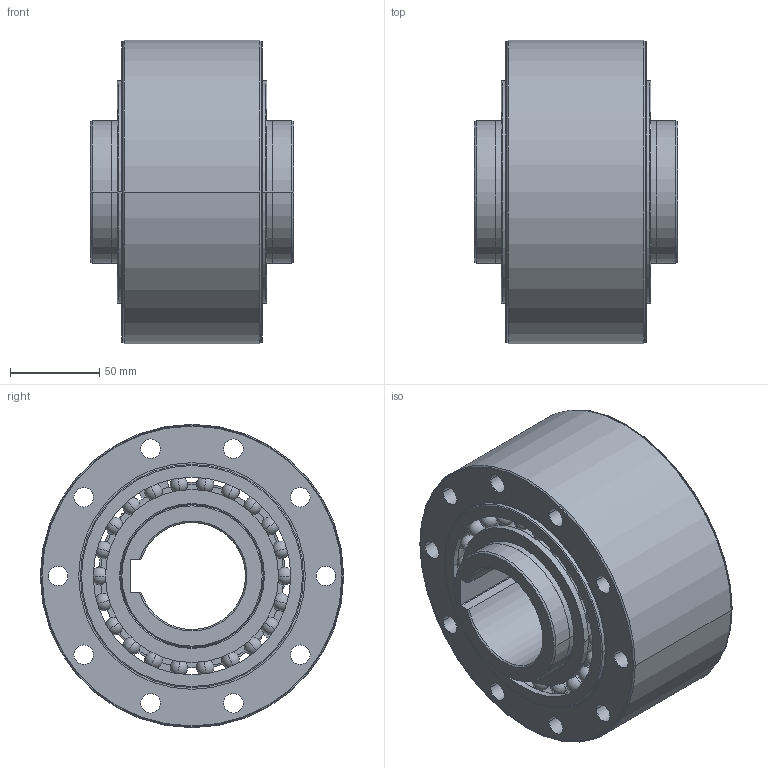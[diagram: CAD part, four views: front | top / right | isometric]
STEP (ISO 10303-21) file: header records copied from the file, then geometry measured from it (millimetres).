
FILE_DESCRIPTION((''),'2;1');
FILE_NAME('FREILAUF_AL_60_ASM','2025-05-07T11:32:46',('Administrator'),(''),'CREO PARAMETRIC BY PTC INC, 2020414','CREO PARAMETRIC BY PTC INC, 2020414','');
FILE_SCHEMA(('AUTOMOTIVE_DESIGN { 1 0 10303 214 1 1 1 1 }'));
Length unit declared in the file: millimetre
Products named in the file (14): STERN_AL_60_2A_NICO_1; DRUCKBOLZEN_AE30_1; DRUCKFEDER_AE30_5A_1; ANFED_KPL_AE30_6_AE30_5A_ASM_1_ASM; ROLLE_GFR_60_NICO_1; SCHEIBE_AL60_1; DIN625_A16016_AF0_1; DIN625_I16016_AF0_1; DIN625_K14_1; DIN625_16016_HD_ASM_1_ASM; A-RING_AL_60_NICO_1; DICHTRING_GFR_60_10_1; FREILAUF_AL_60_NICO_ASM_1_ASM; FREILAUF_AL_60_ASM
Assembly tree (50 placements, depth 4):
  FREILAUF_AL_60_ASM
    FREILAUF_AL_60_NICO_ASM_1_ASM
      STERN_AL_60_2A_NICO_1
      ANFED_KPL_AE30_6_AE30_5A_ASM_1_ASM  x10
        DRUCKBOLZEN_AE30_1
        DRUCKFEDER_AE30_5A_1
      ROLLE_GFR_60_NICO_1  x5
      SCHEIBE_AL60_1  x2
      DIN625_16016_HD_ASM_1_ASM  x2
        DIN625_A16016_AF0_1
        DIN625_I16016_AF0_1
        DIN625_K14_1
      A-RING_AL_60_NICO_1
      DICHTRING_GFR_60_10_1  x2
Bounding box: 114 x 170 x 170 mm (x, y, z)
Volume: 1352009.9 mm3; surface area: 328894.6 mm2
Topology: 79 solids, 79 shells, 597 faces, 1525 edges, 914 vertices
Faces by surface type: cylinder 190, sphere 132, plane 97, cone 74, bspline 60, torus 44
Entity records: 8974 total; most frequent: CARTESIAN_POINT 2338, DIRECTION 1443, ORIENTED_EDGE 1014, AXIS2_PLACEMENT_3D 631, EDGE_CURVE 507, VERTEX_POINT 339, CIRCLE 308, EDGE_LOOP 270
